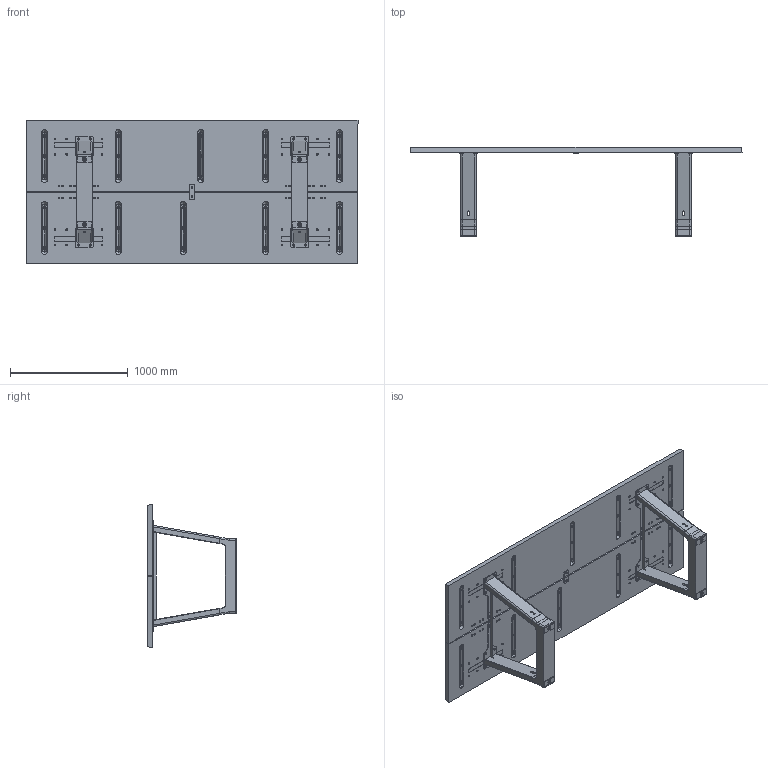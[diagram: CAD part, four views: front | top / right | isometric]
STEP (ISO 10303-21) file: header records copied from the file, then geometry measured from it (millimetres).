
FILE_DESCRIPTION (( 'STEP AP203' ), '1' );
FILE_NAME ('BASE_280x120x75.STEP', '2020-03-30T11:57:04', ( '' ), ( '' ), 'SwSTEP 2.0', 'SolidWorks 2019', '' );
FILE_SCHEMA (( 'CONFIG_CONTROL_DESIGN' ));
Length unit declared in the file: millimetre
Products named in the file (1): BASE_280x120x75
Bounding box: 2814 x 758.61 x 1214 mm (x, y, z)
Surface area: 9472624.2 mm2 (no closed solid volume)
Topology: 0 solids, 217 shells, 1199 faces, 5676 edges, 4594 vertices
Faces by surface type: cylinder 481, plane 480, sphere 120, cone 74, torus 36, bspline 8
Entity records: 59590 total; most frequent: CARTESIAN_POINT 13368, DIRECTION 10494, ORIENTED_EDGE 7563, EDGE_CURVE 5646, VERTEX_POINT 4594, AXIS2_PLACEMENT_3D 3960, CIRCLE 2768, VECTOR 2574
